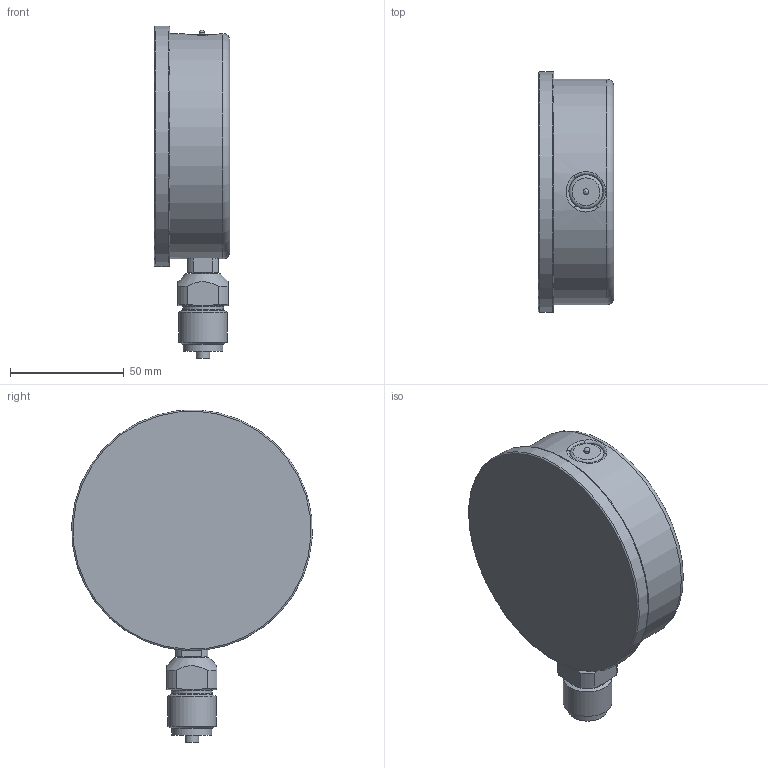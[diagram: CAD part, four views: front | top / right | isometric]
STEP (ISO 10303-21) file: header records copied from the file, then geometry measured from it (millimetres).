
FILE_DESCRIPTION(/* description */ (''),/* implementation_level */ '2;1');
FILE_NAME(/* name */ 'RF100EGly_D702_852XX702.stp',/* time_stamp */ '2018-01-24T13:31:25+01:00',/* author */ ('acgl'),/* organization */ (''),/* preprocessor_version */ 'ST-DEVELOPER v15.6',/* originating_system */ 'Autodesk Inventor 2015',/* authorisation */ '');
FILE_SCHEMA (('AUTOMOTIVE_DESIGN { 1 0 10303 214 3 1 1 }'));
Length unit declared in the file: centimetre
Products named in the file (1): RF100EGly_D702_852XX702
Bounding box: 33.1 x 105.63 x 145.82 mm (x, y, z)
Volume: 272701.1 mm3; surface area: 31013.6 mm2
Topology: 1 solids, 1 shells, 80 faces, 179 edges, 110 vertices
Faces by surface type: cylinder 23, plane 22, torus 18, cone 12, bspline 4, sphere 1
Full cylindrical faces by diameter (mm): 2.5 x1, 6 x1, 17.5 x1, 18 x1, 21.36 x1, 99 x1, 105.8 x1
Entity records: 2379 total; most frequent: CARTESIAN_POINT 587, DIRECTION 366, ORIENTED_EDGE 306, AXIS2_PLACEMENT_3D 162, EDGE_CURVE 153, EDGE_LOOP 108, VERTEX_POINT 103, CIRCLE 85
